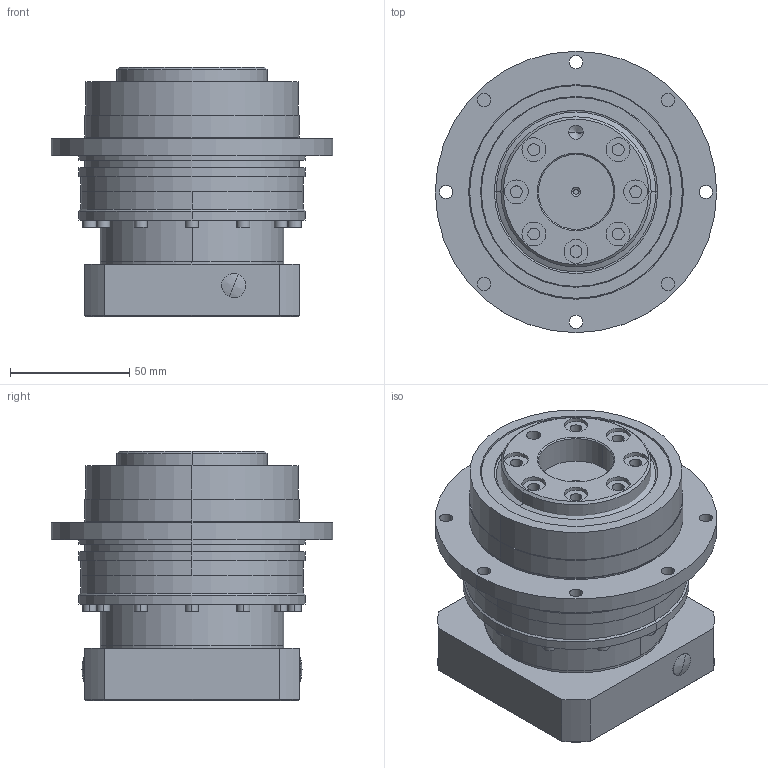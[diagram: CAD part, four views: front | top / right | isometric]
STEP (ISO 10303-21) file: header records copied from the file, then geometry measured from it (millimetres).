
FILE_DESCRIPTION (( 'STEP AP203' ), '1' );
FILE_NAME ('PHY090单段外观(入力19-70-90-M5).STEP', '2017-12-08T06:36:43', ( 'Sky123.Org' ), ( 'Sky123.Org' ), 'SwSTEP 2.0', 'SolidWorks 2012', '' );
FILE_SCHEMA (( 'CONFIG_CONTROL_DESIGN' ));
Length unit declared in the file: millimetre
Products named in the file (1): PHY090单段外观(入力19-70-90-M5)
Bounding box: 118 x 118 x 104.5 mm (x, y, z)
Volume: 611954.4 mm3; surface area: 138129.1 mm2
Topology: 29 solids, 30 shells, 885 faces, 2145 edges, 1329 vertices
Faces by surface type: plane 452, cylinder 249, cone 144, torus 20, bspline 16, sphere 4
Entity records: 26721 total; most frequent: CARTESIAN_POINT 5552, DIRECTION 4628, ORIENTED_EDGE 4206, EDGE_CURVE 2103, AXIS2_PLACEMENT_3D 1777, VERTEX_POINT 1329, LINE 1074, VECTOR 1074
